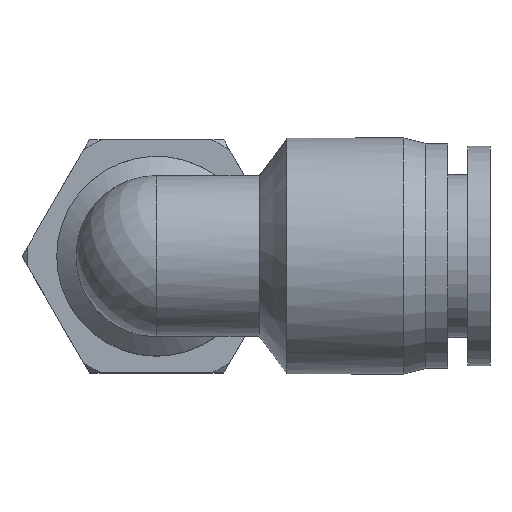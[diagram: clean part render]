
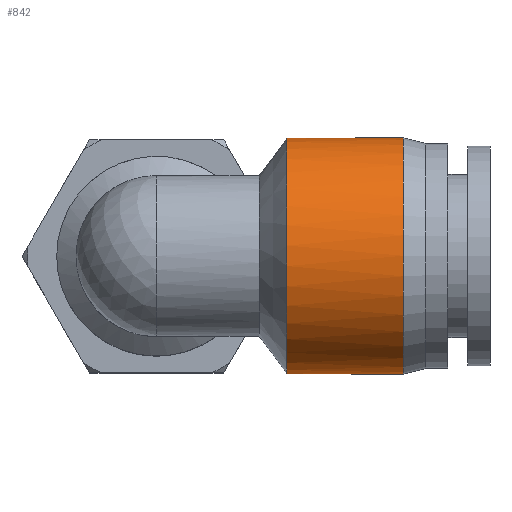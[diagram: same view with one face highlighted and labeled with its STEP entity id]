
A CAD part, top view. The second image highlights one B-rep face of the part: STEP entity #842.
In plain terms, the highlighted cylindrical face has radius 10.65 mm (diameter 21.3 mm), a full revolution.
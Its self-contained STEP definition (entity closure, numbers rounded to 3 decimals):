
#47=CYLINDRICAL_SURFACE('',#920,10.65);
#51=ELLIPSE('',#885,26.538,10.65);
#52=ELLIPSE('',#886,26.538,10.65);
#102=FACE_OUTER_BOUND('',#157,.T.);
#157=EDGE_LOOP('',(#629,#630,#631,#632,#633,#634,#635,#636,#637));
#199=LINE('',#1267,#247);
#203=LINE('',#1275,#251);
#214=LINE('',#1352,#262);
#247=VECTOR('',#999,1.);
#251=VECTOR('',#1005,1.);
#262=VECTOR('',#1092,10.65);
#307=CIRCLE('',#918,10.65);
#308=CIRCLE('',#919,10.65);
#309=CIRCLE('',#921,10.65);
#344=VERTEX_POINT('',#1262);
#345=VERTEX_POINT('',#1266);
#347=VERTEX_POINT('',#1272);
#348=VERTEX_POINT('',#1274);
#352=VERTEX_POINT('',#1289);
#369=VERTEX_POINT('',#1346);
#370=VERTEX_POINT('',#1348);
#428=EDGE_CURVE('',#345,#344,#199,.T.);
#432=EDGE_CURVE('',#348,#347,#203,.T.);
#438=EDGE_CURVE('',#352,#345,#51,.T.);
#439=EDGE_CURVE('',#347,#352,#52,.T.);
#466=EDGE_CURVE('',#369,#370,#307,.T.);
#467=EDGE_CURVE('',#370,#369,#308,.T.);
#468=EDGE_CURVE('',#370,#352,#214,.T.);
#469=EDGE_CURVE('',#348,#344,#309,.T.);
#629=ORIENTED_EDGE('',*,*,#467,.F.);
#630=ORIENTED_EDGE('',*,*,#468,.T.);
#631=ORIENTED_EDGE('',*,*,#438,.T.);
#632=ORIENTED_EDGE('',*,*,#428,.T.);
#633=ORIENTED_EDGE('',*,*,#469,.F.);
#634=ORIENTED_EDGE('',*,*,#432,.T.);
#635=ORIENTED_EDGE('',*,*,#439,.T.);
#636=ORIENTED_EDGE('',*,*,#468,.F.);
#637=ORIENTED_EDGE('',*,*,#466,.F.);
#842=ADVANCED_FACE('',(#102),#47,.T.);
#885=AXIS2_PLACEMENT_3D('',#1290,#1012,#1013);
#886=AXIS2_PLACEMENT_3D('',#1291,#1014,#1015);
#918=AXIS2_PLACEMENT_3D('',#1349,#1086,#1087);
#919=AXIS2_PLACEMENT_3D('',#1350,#1088,#1089);
#920=AXIS2_PLACEMENT_3D('',#1351,#1090,#1091);
#921=AXIS2_PLACEMENT_3D('',#1353,#1093,#1094);
#999=DIRECTION('',(-1.,0.,0.));
#1005=DIRECTION('',(1.,0.,0.));
#1012=DIRECTION('center_axis',(0.401,0.,-0.916));
#1013=DIRECTION('ref_axis',(0.916,0.,0.401));
#1014=DIRECTION('center_axis',(0.401,0.,-0.916));
#1015=DIRECTION('ref_axis',(0.916,0.,0.401));
#1086=DIRECTION('center_axis',(1.,0.,0.));
#1087=DIRECTION('ref_axis',(0.,0.,-1.));
#1088=DIRECTION('center_axis',(1.,0.,0.));
#1089=DIRECTION('ref_axis',(0.,0.,-1.));
#1090=DIRECTION('center_axis',(1.,0.,0.));
#1091=DIRECTION('ref_axis',(0.,0.,1.));
#1092=DIRECTION('',(-1.,0.,0.));
#1093=DIRECTION('center_axis',(-1.,0.,0.));
#1094=DIRECTION('ref_axis',(0.,-1.,0.));
#1262=CARTESIAN_POINT('',(11.75,1.,28.147));
#1266=CARTESIAN_POINT('',(13.108,1.,28.147));
#1267=CARTESIAN_POINT('',(11.75,1.,28.147));
#1272=CARTESIAN_POINT('',(13.108,-1.,28.147));
#1274=CARTESIAN_POINT('',(11.75,-1.,28.147));
#1275=CARTESIAN_POINT('',(11.75,-1.,28.147));
#1289=CARTESIAN_POINT('',(13.,0.,28.1));
#1290=CARTESIAN_POINT('Origin',(37.307,0.,38.75));
#1291=CARTESIAN_POINT('Origin',(37.307,0.,38.75));
#1346=CARTESIAN_POINT('',(22.25,-10.65,38.75));
#1348=CARTESIAN_POINT('',(22.25,0.,28.1));
#1349=CARTESIAN_POINT('Origin',(22.25,0.,38.75));
#1350=CARTESIAN_POINT('Origin',(22.25,0.,38.75));
#1351=CARTESIAN_POINT('Origin',(11.75,0.,38.75));
#1352=CARTESIAN_POINT('',(11.75,0.,28.1));
#1353=CARTESIAN_POINT('Origin',(11.75,0.,38.75));
